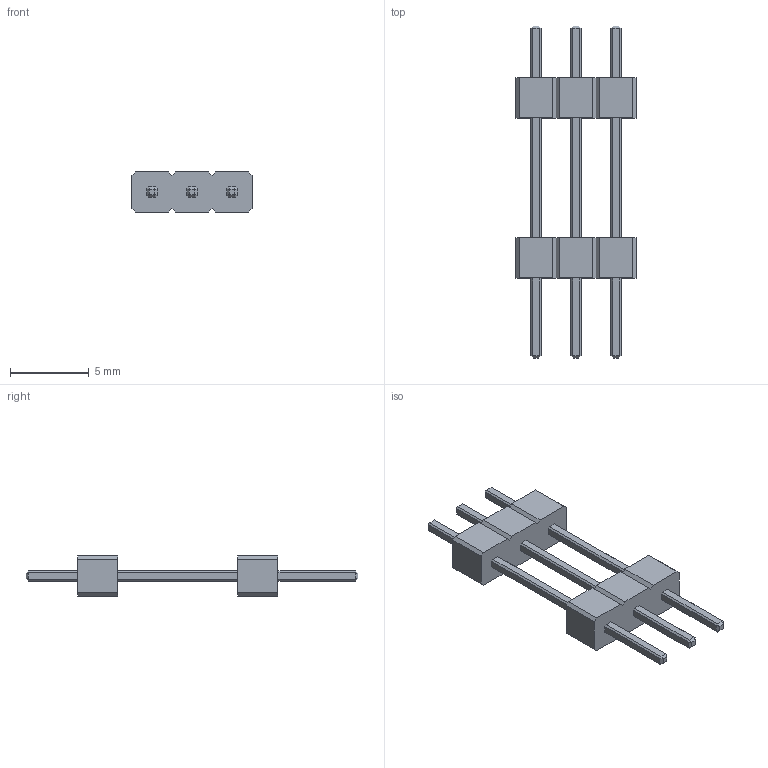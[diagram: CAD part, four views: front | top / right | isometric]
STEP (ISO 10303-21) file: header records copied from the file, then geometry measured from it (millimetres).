
FILE_DESCRIPTION (( 'STEP AP214' ), '1' );
FILE_NAME ('HW-03-10-G-S-500-200.STEP', '2021-03-29T15:02:43', ( '' ), ( '' ), 'SwSTEP 2.0', 'SolidWorks 2016', '' );
FILE_SCHEMA (( 'AUTOMOTIVE_DESIGN' ));
Length unit declared in the file: millimetre
Products named in the file (1): HW-03-10-G-S-500-200
Bounding box: 7.62 x 21.08 x 2.54 mm (x, y, z)
Volume: 115.7 mm3; surface area: 288.6 mm2
Topology: 1 solids, 1 shells, 170 faces, 432 edges, 272 vertices
Faces by surface type: plane 170
Entity records: 6864 total; most frequent: CARTESIAN_POINT 875, ORIENTED_EDGE 864, DIRECTION 774, EDGE_CURVE 432, LINE 432, VECTOR 432, VERTEX_POINT 272, EDGE_LOOP 182
